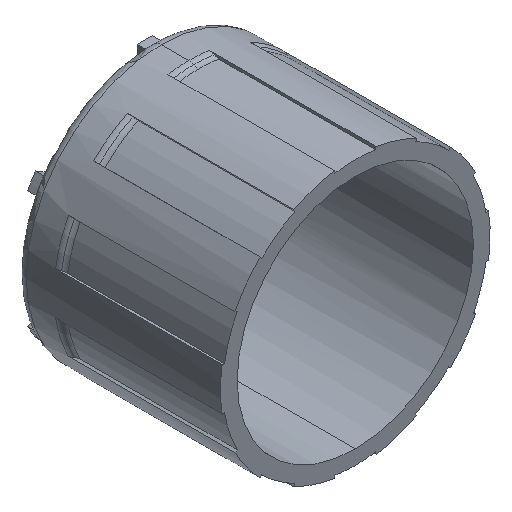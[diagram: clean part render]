
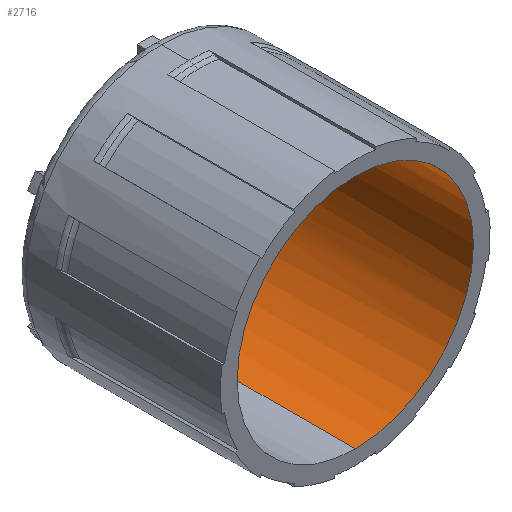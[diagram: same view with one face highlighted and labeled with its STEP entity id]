
A CAD part, isometric view. The second image highlights one B-rep face of the part: STEP entity #2716.
In plain terms, the highlighted cylindrical face has radius 14.45 mm (diameter 28.9 mm), a partial arc.
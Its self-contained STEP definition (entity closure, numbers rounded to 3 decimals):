
#3 = CARTESIAN_POINT ( 'NONE',  ( 12.018, 25.75, 8.024 ) ) ;
#17 = LINE ( 'NONE', #1135, #1627 ) ;
#67 = EDGE_CURVE ( 'NONE', #3425, #729, #1631, .T. ) ;
#83 = CARTESIAN_POINT ( 'NONE',  ( 0., 25.4, 0. ) ) ;
#88 = VERTEX_POINT ( 'NONE', #379 ) ;
#155 = DIRECTION ( 'NONE',  ( 0., 0., 1. ) ) ;
#167 = DIRECTION ( 'NONE',  ( 0., 1., 0. ) ) ;
#193 = LINE ( 'NONE', #1544, #3016 ) ;
#201 = ORIENTED_EDGE ( 'NONE', *, *, #2679, .T. ) ;
#222 = DIRECTION ( 'NONE',  ( 0., 0., 1. ) ) ;
#281 = EDGE_CURVE ( 'NONE', #88, #457, #3616, .T. ) ;
#282 = DIRECTION ( 'NONE',  ( 0., 1., 0. ) ) ;
#331 = EDGE_CURVE ( 'NONE', #392, #3443, #1737, .T. ) ;
#349 = CARTESIAN_POINT ( 'NONE',  ( 12.018, 25.75, -8.024 ) ) ;
#364 = ORIENTED_EDGE ( 'NONE', *, *, #1820, .F. ) ;
#379 = CARTESIAN_POINT ( 'NONE',  ( 0., 0., 14.45 ) ) ;
#392 = VERTEX_POINT ( 'NONE', #2506 ) ;
#420 = EDGE_CURVE ( 'NONE', #3475, #719, #3177, .T. ) ;
#430 = DIRECTION ( 'NONE',  ( 0., -1., 0. ) ) ;
#444 = ORIENTED_EDGE ( 'NONE', *, *, #834, .F. ) ;
#457 = VERTEX_POINT ( 'NONE', #796 ) ;
#548 = AXIS2_PLACEMENT_3D ( 'NONE', #551, #282, #3293 ) ;
#551 = CARTESIAN_POINT ( 'NONE',  ( 0., 24.65, 0. ) ) ;
#567 = ORIENTED_EDGE ( 'NONE', *, *, #727, .T. ) ;
#635 = AXIS2_PLACEMENT_3D ( 'NONE', #1260, #2343, #3211 ) ;
#655 = DIRECTION ( 'NONE',  ( 0., 1., 0. ) ) ;
#665 = EDGE_CURVE ( 'NONE', #3443, #3475, #2053, .T. ) ;
#681 = VERTEX_POINT ( 'NONE', #1199 ) ;
#719 = VERTEX_POINT ( 'NONE', #1469 ) ;
#727 = EDGE_CURVE ( 'NONE', #893, #681, #2105, .T. ) ;
#729 = VERTEX_POINT ( 'NONE', #2876 ) ;
#764 = DIRECTION ( 'NONE',  ( 0., 1., 0. ) ) ;
#781 = DIRECTION ( 'NONE',  ( 0., 0., 1. ) ) ;
#796 = CARTESIAN_POINT ( 'NONE',  ( 0., 0., -14.45 ) ) ;
#834 = EDGE_CURVE ( 'NONE', #2854, #719, #3255, .T. ) ;
#893 = VERTEX_POINT ( 'NONE', #1299 ) ;
#901 = ORIENTED_EDGE ( 'NONE', *, *, #67, .T. ) ;
#1017 = CARTESIAN_POINT ( 'NONE',  ( 0., 0., 0. ) ) ;
#1018 = DIRECTION ( 'NONE',  ( 0., -1., 0. ) ) ;
#1030 = AXIS2_PLACEMENT_3D ( 'NONE', #1571, #167, #222 ) ;
#1090 = VECTOR ( 'NONE', #3121, 1000. ) ;
#1125 = CARTESIAN_POINT ( 'NONE',  ( 12.958, 25.4, -6.396 ) ) ;
#1135 = CARTESIAN_POINT ( 'NONE',  ( 0.94, 25.75, -14.419 ) ) ;
#1199 = CARTESIAN_POINT ( 'NONE',  ( 0.94, 24.65, 14.419 ) ) ;
#1260 = CARTESIAN_POINT ( 'NONE',  ( 0., 24.65, 0. ) ) ;
#1289 = CARTESIAN_POINT ( 'NONE',  ( 0., 25., 0. ) ) ;
#1299 = CARTESIAN_POINT ( 'NONE',  ( 0.94, 25.4, 14.419 ) ) ;
#1304 = EDGE_CURVE ( 'NONE', #3242, #3173, #2604, .T. ) ;
#1393 = ORIENTED_EDGE ( 'NONE', *, *, #420, .T. ) ;
#1435 = ORIENTED_EDGE ( 'NONE', *, *, #1593, .T. ) ;
#1441 = ORIENTED_EDGE ( 'NONE', *, *, #1304, .T. ) ;
#1461 = AXIS2_PLACEMENT_3D ( 'NONE', #2163, #3279, #781 ) ;
#1469 = CARTESIAN_POINT ( 'NONE',  ( 12.958, 24.65, -6.396 ) ) ;
#1476 = DIRECTION ( 'NONE',  ( 0., -1., 0. ) ) ;
#1544 = CARTESIAN_POINT ( 'NONE',  ( 0., 25., 14.45 ) ) ;
#1571 = CARTESIAN_POINT ( 'NONE',  ( 0., 24.65, 0. ) ) ;
#1593 = EDGE_CURVE ( 'NONE', #729, #457, #3174, .T. ) ;
#1627 = VECTOR ( 'NONE', #2244, 1000. ) ;
#1631 = CIRCLE ( 'NONE', #1461, 14.45 ) ;
#1735 = LINE ( 'NONE', #349, #1090 ) ;
#1737 = CIRCLE ( 'NONE', #2079, 14.45 ) ;
#1759 = CARTESIAN_POINT ( 'NONE',  ( 0.94, 25.4, -14.419 ) ) ;
#1766 = DIRECTION ( 'NONE',  ( 0., -1., 0. ) ) ;
#1820 = EDGE_CURVE ( 'NONE', #392, #2813, #2505, .T. ) ;
#1858 = DIRECTION ( 'NONE',  ( 0., 0., 1. ) ) ;
#1875 = CYLINDRICAL_SURFACE ( 'NONE', #3069, 14.45 ) ;
#1936 = ORIENTED_EDGE ( 'NONE', *, *, #281, .F. ) ;
#1965 = CARTESIAN_POINT ( 'NONE',  ( 12.018, 24.65, -8.024 ) ) ;
#2053 = LINE ( 'NONE', #3170, #3112 ) ;
#2070 = DIRECTION ( 'NONE',  ( 0., 0., 1. ) ) ;
#2079 = AXIS2_PLACEMENT_3D ( 'NONE', #3508, #764, #2950 ) ;
#2105 = LINE ( 'NONE', #2896, #3417 ) ;
#2108 = DIRECTION ( 'NONE',  ( 0., 0., -1. ) ) ;
#2124 = DIRECTION ( 'NONE',  ( 0., -1., 0. ) ) ;
#2142 = FACE_OUTER_BOUND ( 'NONE', #3281, .T. ) ;
#2159 = EDGE_CURVE ( 'NONE', #3369, #3242, #1735, .T. ) ;
#2163 = CARTESIAN_POINT ( 'NONE',  ( 0., 25.4, 0. ) ) ;
#2173 = DIRECTION ( 'NONE',  ( 0., -1., 0. ) ) ;
#2220 = EDGE_CURVE ( 'NONE', #681, #2813, #3356, .T. ) ;
#2244 = DIRECTION ( 'NONE',  ( 0., -1., 0. ) ) ;
#2254 = ORIENTED_EDGE ( 'NONE', *, *, #665, .T. ) ;
#2343 = DIRECTION ( 'NONE',  ( 0., 1., 0. ) ) ;
#2400 = ORIENTED_EDGE ( 'NONE', *, *, #2159, .T. ) ;
#2404 = CARTESIAN_POINT ( 'NONE',  ( 12.958, 25.75, -6.396 ) ) ;
#2505 = LINE ( 'NONE', #3, #3546 ) ;
#2506 = CARTESIAN_POINT ( 'NONE',  ( 12.018, 25.4, 8.024 ) ) ;
#2563 = ORIENTED_EDGE ( 'NONE', *, *, #2220, .T. ) ;
#2604 = CIRCLE ( 'NONE', #1030, 14.45 ) ;
#2624 = CIRCLE ( 'NONE', #3205, 14.45 ) ;
#2631 = CARTESIAN_POINT ( 'NONE',  ( 0., 25., -14.45 ) ) ;
#2635 = CARTESIAN_POINT ( 'NONE',  ( 12.018, 25.4, -8.024 ) ) ;
#2679 = EDGE_CURVE ( 'NONE', #3542, #893, #3430, .T. ) ;
#2693 = CARTESIAN_POINT ( 'NONE',  ( 0.94, 24.65, -14.419 ) ) ;
#2698 = CARTESIAN_POINT ( 'NONE',  ( 0., 25.4, 0. ) ) ;
#2702 = CARTESIAN_POINT ( 'NONE',  ( 0., 25.4, 14.45 ) ) ;
#2716 = ADVANCED_FACE ( 'NONE', ( #2142 ), #1875, .F. ) ;
#2720 = CARTESIAN_POINT ( 'NONE',  ( 12.958, 25.4, 6.396 ) ) ;
#2729 = EDGE_CURVE ( 'NONE', #3542, #88, #193, .T. ) ;
#2768 = VECTOR ( 'NONE', #1476, 1000. ) ;
#2810 = ORIENTED_EDGE ( 'NONE', *, *, #331, .T. ) ;
#2813 = VERTEX_POINT ( 'NONE', #3006 ) ;
#2854 = VERTEX_POINT ( 'NONE', #1125 ) ;
#2876 = CARTESIAN_POINT ( 'NONE',  ( 0., 25.4, -14.45 ) ) ;
#2891 = VECTOR ( 'NONE', #2173, 1000. ) ;
#2896 = CARTESIAN_POINT ( 'NONE',  ( 0.94, 25.75, 14.419 ) ) ;
#2918 = DIRECTION ( 'NONE',  ( 0., 1., 0. ) ) ;
#2950 = DIRECTION ( 'NONE',  ( 0., 0., 1. ) ) ;
#2969 = EDGE_CURVE ( 'NONE', #2854, #3369, #2624, .T. ) ;
#3006 = CARTESIAN_POINT ( 'NONE',  ( 12.018, 24.65, 8.024 ) ) ;
#3012 = CARTESIAN_POINT ( 'NONE',  ( 12.958, 24.65, 6.396 ) ) ;
#3016 = VECTOR ( 'NONE', #2124, 1000. ) ;
#3069 = AXIS2_PLACEMENT_3D ( 'NONE', #1289, #1018, #2108 ) ;
#3098 = ORIENTED_EDGE ( 'NONE', *, *, #2969, .T. ) ;
#3112 = VECTOR ( 'NONE', #3203, 1000. ) ;
#3121 = DIRECTION ( 'NONE',  ( 0., -1., 0. ) ) ;
#3170 = CARTESIAN_POINT ( 'NONE',  ( 12.958, 25.75, 6.396 ) ) ;
#3173 = VERTEX_POINT ( 'NONE', #2693 ) ;
#3174 = LINE ( 'NONE', #2631, #2768 ) ;
#3177 = CIRCLE ( 'NONE', #548, 14.45 ) ;
#3203 = DIRECTION ( 'NONE',  ( 0., -1., 0. ) ) ;
#3205 = AXIS2_PLACEMENT_3D ( 'NONE', #83, #655, #155 ) ;
#3211 = DIRECTION ( 'NONE',  ( 0., 0., 1. ) ) ;
#3221 = DIRECTION ( 'NONE',  ( 0., 1., 0. ) ) ;
#3242 = VERTEX_POINT ( 'NONE', #1965 ) ;
#3255 = LINE ( 'NONE', #2404, #2891 ) ;
#3264 = ORIENTED_EDGE ( 'NONE', *, *, #2729, .F. ) ;
#3279 = DIRECTION ( 'NONE',  ( 0., 1., 0. ) ) ;
#3281 = EDGE_LOOP ( 'NONE', ( #3264, #201, #567, #2563, #364, #2810, #2254, #1393, #444, #3098, #2400, #1441, #3528, #901, #1435, #1936 ) ) ;
#3293 = DIRECTION ( 'NONE',  ( 0., 0., 1. ) ) ;
#3312 = EDGE_CURVE ( 'NONE', #3425, #3173, #17, .T. ) ;
#3356 = CIRCLE ( 'NONE', #635, 14.45 ) ;
#3369 = VERTEX_POINT ( 'NONE', #2635 ) ;
#3376 = AXIS2_PLACEMENT_3D ( 'NONE', #1017, #3221, #2070 ) ;
#3417 = VECTOR ( 'NONE', #1766, 1000. ) ;
#3425 = VERTEX_POINT ( 'NONE', #1759 ) ;
#3430 = CIRCLE ( 'NONE', #3491, 14.45 ) ;
#3443 = VERTEX_POINT ( 'NONE', #2720 ) ;
#3475 = VERTEX_POINT ( 'NONE', #3012 ) ;
#3491 = AXIS2_PLACEMENT_3D ( 'NONE', #2698, #2918, #1858 ) ;
#3508 = CARTESIAN_POINT ( 'NONE',  ( 0., 25.4, 0. ) ) ;
#3528 = ORIENTED_EDGE ( 'NONE', *, *, #3312, .F. ) ;
#3542 = VERTEX_POINT ( 'NONE', #2702 ) ;
#3546 = VECTOR ( 'NONE', #430, 1000. ) ;
#3616 = CIRCLE ( 'NONE', #3376, 14.45 ) ;
